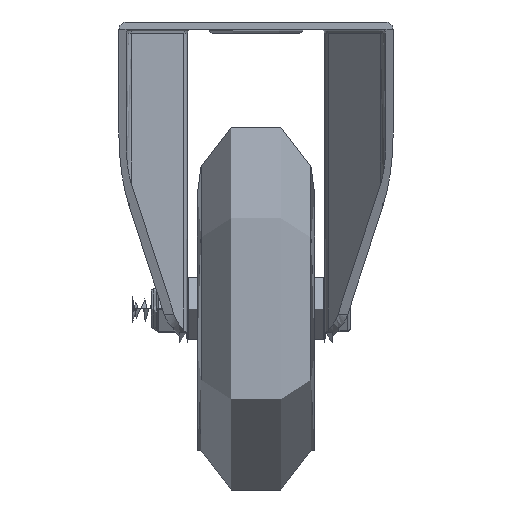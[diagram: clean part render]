
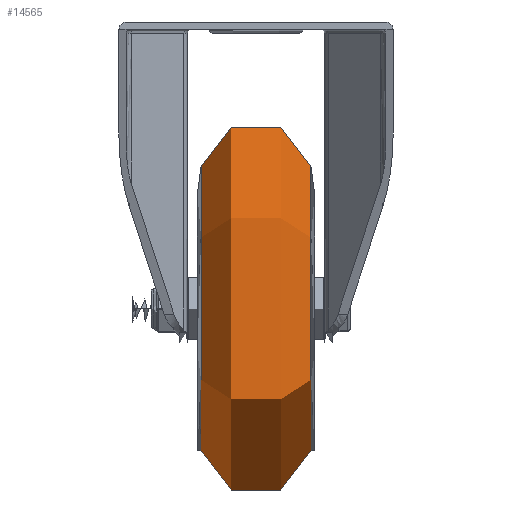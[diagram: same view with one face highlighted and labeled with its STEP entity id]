
A CAD part, left-side view. The second image highlights one B-rep face of the part: STEP entity #14565.
In plain terms, the highlighted toroidal (fillet/blend) face has major radius 52.5 mm and minor radius 22.5 mm.
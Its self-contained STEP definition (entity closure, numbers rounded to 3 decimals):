
#3788=FACE_OUTER_BOUND('',#4706,.T.);
#4706=EDGE_LOOP('',(#10680,#10681,#10682,#10683,#10684,#10685));
#5695=CIRCLE('',#15775,57.);
#5696=CIRCLE('',#15776,57.);
#5697=CIRCLE('',#15777,22.5);
#5698=CIRCLE('',#15778,57.);
#5699=CIRCLE('',#15779,57.);
#6467=VERTEX_POINT('',#21669);
#6468=VERTEX_POINT('',#21670);
#6469=VERTEX_POINT('',#21673);
#6470=VERTEX_POINT('',#21675);
#8058=EDGE_CURVE('',#6467,#6468,#5695,.T.);
#8059=EDGE_CURVE('',#6468,#6467,#5696,.T.);
#8060=EDGE_CURVE('',#6468,#6469,#5697,.T.);
#8061=EDGE_CURVE('',#6469,#6470,#5698,.T.);
#8062=EDGE_CURVE('',#6470,#6469,#5699,.T.);
#10680=ORIENTED_EDGE('',*,*,#8058,.F.);
#10681=ORIENTED_EDGE('',*,*,#8059,.F.);
#10682=ORIENTED_EDGE('',*,*,#8060,.T.);
#10683=ORIENTED_EDGE('',*,*,#8061,.T.);
#10684=ORIENTED_EDGE('',*,*,#8062,.T.);
#10685=ORIENTED_EDGE('',*,*,#8060,.F.);
#14356=TOROIDAL_SURFACE('',#15774,52.5,22.5);
#14565=ADVANCED_FACE('',(#3788),#14356,.T.);
#15774=AXIS2_PLACEMENT_3D('',#21668,#17633,#17634);
#15775=AXIS2_PLACEMENT_3D('',#21671,#17635,#17636);
#15776=AXIS2_PLACEMENT_3D('',#21672,#17637,#17638);
#15777=AXIS2_PLACEMENT_3D('',#21674,#17639,#17640);
#15778=AXIS2_PLACEMENT_3D('',#21676,#17641,#17642);
#15779=AXIS2_PLACEMENT_3D('',#21677,#17643,#17644);
#17633=DIRECTION('center_axis',(0.,-1.,0.));
#17634=DIRECTION('ref_axis',(0.,0.,-1.));
#17635=DIRECTION('center_axis',(0.,-1.,0.));
#17636=DIRECTION('ref_axis',(0.,0.,1.));
#17637=DIRECTION('center_axis',(0.,-1.,0.));
#17638=DIRECTION('ref_axis',(0.,0.,1.));
#17639=DIRECTION('center_axis',(-1.,0.,0.));
#17640=DIRECTION('ref_axis',(0.,0.,1.));
#17641=DIRECTION('center_axis',(0.,-1.,0.));
#17642=DIRECTION('ref_axis',(0.,0.,1.));
#17643=DIRECTION('center_axis',(0.,-1.,0.));
#17644=DIRECTION('ref_axis',(0.,0.,1.));
#21668=CARTESIAN_POINT('Origin',(0.,0.,0.));
#21669=CARTESIAN_POINT('',(0.,-22.045,-57.));
#21670=CARTESIAN_POINT('',(0.,-22.045,57.));
#21671=CARTESIAN_POINT('Origin',(0.,-22.045,0.));
#21672=CARTESIAN_POINT('Origin',(0.,-22.045,0.));
#21673=CARTESIAN_POINT('',(0.,22.045,57.));
#21674=CARTESIAN_POINT('Origin',(0.,0.,
52.5));
#21675=CARTESIAN_POINT('',(0.,22.045,-57.));
#21676=CARTESIAN_POINT('Origin',(0.,22.045,0.));
#21677=CARTESIAN_POINT('Origin',(0.,22.045,0.));
